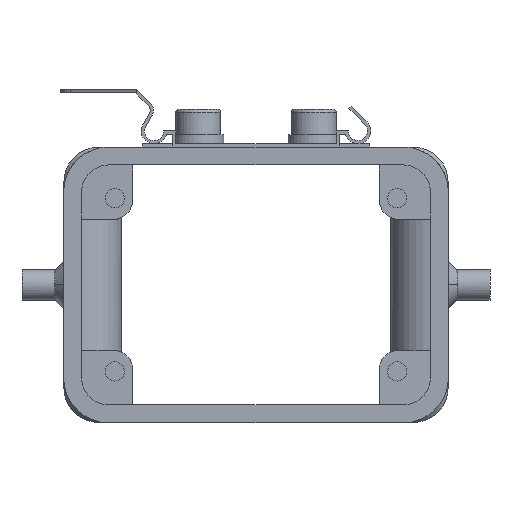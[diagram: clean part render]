
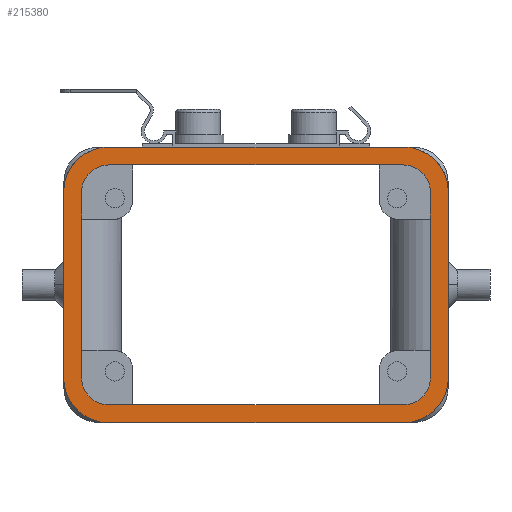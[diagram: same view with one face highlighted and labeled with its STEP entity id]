
A CAD part, front view. The second image highlights one B-rep face of the part: STEP entity #215380.
In plain terms, the highlighted planar face has unit normal (0, -1, 0).
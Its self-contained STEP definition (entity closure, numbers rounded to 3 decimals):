
#28270=CARTESIAN_POINT('',(28.761,-12.201,18.7));
#28280=VERTEX_POINT('',#28270);
#28310=CARTESIAN_POINT('',(0.,-12.201,18.7));
#28320=DIRECTION('',(-1.,0.,0.));
#28330=VECTOR('',#28320,1.);
#28340=LINE('',#28310,#28330);
#28350=CARTESIAN_POINT('',(74.761,-12.201,18.7));
#28360=VERTEX_POINT('',#28350);
#28370=EDGE_CURVE('',#28360,#28280,#28340,.T.);
#69610=CARTESIAN_POINT('',(74.761,-12.201,-18.7));
#69620=VERTEX_POINT('',#69610);
#69650=CARTESIAN_POINT('',(0.,-12.201,-18.7));
#69660=DIRECTION('',(-1.,0.,0.));
#69670=VECTOR('',#69660,1.);
#69680=LINE('',#69650,#69670);
#69690=CARTESIAN_POINT('',(28.761,-12.201,-18.7));
#69700=VERTEX_POINT('',#69690);
#69710=EDGE_CURVE('',#69620,#69700,#69680,.T.);
#167670=CARTESIAN_POINT('',(74.761,-12.201,-21.5));
#167680=VERTEX_POINT('',#167670);
#167730=CARTESIAN_POINT('',(74.761,-12.201,-14.5));
#167740=DIRECTION('',(0.,-1.,0.));
#167750=DIRECTION('',(-1.,0.,0.));
#167760=AXIS2_PLACEMENT_3D('',#167730,#167740,#167750);
#167770=CIRCLE('',#167760,7.);
#167780=CARTESIAN_POINT('',(81.761,-12.201,-14.5));
#167790=VERTEX_POINT('',#167780);
#167800=EDGE_CURVE('',#167680,#167790,#167770,.T.);
#169280=CARTESIAN_POINT('',(74.761,-12.201,-14.5));
#169290=DIRECTION('',(0.,-1.,0.));
#169300=DIRECTION('',(0.,0.,1.));
#169310=AXIS2_PLACEMENT_3D('',#169280,#169290,#169300);
#169320=CIRCLE('',#169310,4.2);
#169330=CARTESIAN_POINT('',(78.961,-12.201,-14.5));
#169340=VERTEX_POINT('',#169330);
#169350=EDGE_CURVE('',#69620,#169340,#169320,.T.);
#177090=CARTESIAN_POINT('',(21.761,-12.201,14.5));
#177100=VERTEX_POINT('',#177090);
#177130=CARTESIAN_POINT('',(21.761,-12.201,0.));
#177140=DIRECTION('',(0.,0.,1.));
#177150=VECTOR('',#177140,1.);
#177160=LINE('',#177130,#177150);
#177170=CARTESIAN_POINT('',(21.761,-12.201,-14.5));
#177180=VERTEX_POINT('',#177170);
#177190=EDGE_CURVE('',#177180,#177100,#177160,.T.);
#185670=CARTESIAN_POINT('',(78.961,-12.201,14.5));
#185680=VERTEX_POINT('',#185670);
#185790=CARTESIAN_POINT('',(74.761,-12.201,14.5));
#185800=DIRECTION('',(0.,1.,0.));
#185810=DIRECTION('',(0.,0.,1.));
#185820=AXIS2_PLACEMENT_3D('',#185790,#185800,#185810);
#185830=CIRCLE('',#185820,4.2);
#185840=EDGE_CURVE('',#28360,#185680,#185830,.T.);
#191350=CARTESIAN_POINT('',(28.761,-12.201,-21.5));
#191360=VERTEX_POINT('',#191350);
#191410=CARTESIAN_POINT('',(0.,-12.201,-21.5));
#191420=DIRECTION('',(-1.,0.,0.));
#191430=VECTOR('',#191420,1.);
#191440=LINE('',#191410,#191430);
#191450=EDGE_CURVE('',#167680,#191360,#191440,.T.);
#191730=CARTESIAN_POINT('',(24.561,-12.201,-14.5));
#191740=VERTEX_POINT('',#191730);
#191790=CARTESIAN_POINT('',(28.761,-12.201,-14.5));
#191800=DIRECTION('',(0.,1.,0.));
#191810=DIRECTION('',(0.,0.,-1.));
#191820=AXIS2_PLACEMENT_3D('',#191790,#191800,#191810);
#191830=CIRCLE('',#191820,4.2);
#191840=EDGE_CURVE('',#69700,#191740,#191830,.T.);
#193190=CARTESIAN_POINT('',(81.761,-12.201,14.5));
#193200=VERTEX_POINT('',#193190);
#193230=CARTESIAN_POINT('',(74.761,-12.201,14.5));
#193240=DIRECTION('',(0.,1.,0.));
#193250=DIRECTION('',(1.,0.,0.));
#193260=AXIS2_PLACEMENT_3D('',#193230,#193240,#193250);
#193270=CIRCLE('',#193260,7.);
#193280=CARTESIAN_POINT('',(74.761,-12.201,21.5));
#193290=VERTEX_POINT('',#193280);
#193300=EDGE_CURVE('',#193290,#193200,#193270,.T.);
#200270=CARTESIAN_POINT('',(81.761,-12.201,0.));
#200280=DIRECTION('',(0.,0.,-1.));
#200290=VECTOR('',#200280,1.);
#200300=LINE('',#200270,#200290);
#200310=EDGE_CURVE('',#193200,#167790,#200300,.T.);
#204810=CARTESIAN_POINT('',(0.,-12.201,21.5));
#204820=DIRECTION('',(1.,0.,0.));
#204830=VECTOR('',#204820,1.);
#204840=LINE('',#204810,#204830);
#204850=CARTESIAN_POINT('',(28.761,-12.201,21.5));
#204860=VERTEX_POINT('',#204850);
#204870=EDGE_CURVE('',#204860,#193290,#204840,.T.);
#209340=CARTESIAN_POINT('',(78.961,-12.201,0.));
#209350=DIRECTION('',(0.,0.,1.));
#209360=VECTOR('',#209350,1.);
#209370=LINE('',#209340,#209360);
#209380=EDGE_CURVE('',#169340,#185680,#209370,.T.);
#210950=CARTESIAN_POINT('',(24.561,-12.201,0.));
#210960=DIRECTION('',(0.,0.,1.));
#210970=VECTOR('',#210960,1.);
#210980=LINE('',#210950,#210970);
#210990=CARTESIAN_POINT('',(24.561,-12.201,14.5));
#211000=VERTEX_POINT('',#210990);
#211010=EDGE_CURVE('',#191740,#211000,#210980,.T.);
#214650=CARTESIAN_POINT('',(28.761,-12.201,14.5));
#214660=DIRECTION('',(0.,1.,0.));
#214670=DIRECTION('',(1.,0.,0.));
#214680=AXIS2_PLACEMENT_3D('',#214650,#214660,#214670);
#214690=CIRCLE('',#214680,7.);
#214700=EDGE_CURVE('',#177100,#204860,#214690,.T.);
#215010=CARTESIAN_POINT('',(80.129,-12.201,9.14
));
#215020=DIRECTION('',(0.,1.,-0.));
#215030=DIRECTION('',(-1.,0.,0.));
#215040=AXIS2_PLACEMENT_3D('',#215010,#215020,#215030);
#215050=PLANE('',#215040);
#215060=ORIENTED_EDGE('',*,*,#200310,.F.);
#215070=ORIENTED_EDGE('',*,*,#167800,.T.);
#215080=ORIENTED_EDGE('',*,*,#191450,.F.);
#215090=CARTESIAN_POINT('',(28.761,-12.201,-14.5));
#215100=DIRECTION('',(0.,-1.,0.));
#215110=DIRECTION('',(-1.,0.,0.));
#215120=AXIS2_PLACEMENT_3D('',#215090,#215100,#215110);
#215130=CIRCLE('',#215120,7.);
#215140=EDGE_CURVE('',#177180,#191360,#215130,.T.);
#215150=ORIENTED_EDGE('',*,*,#215140,.T.);
#215160=ORIENTED_EDGE('',*,*,#177190,.F.);
#215170=ORIENTED_EDGE('',*,*,#214700,.F.);
#215180=ORIENTED_EDGE('',*,*,#204870,.F.);
#215190=ORIENTED_EDGE('',*,*,#193300,.F.);
#215200=EDGE_LOOP('',(#215190,#215180,#215170,#215160,#215150,#215080,
#215070,#215060));
#215210=FACE_OUTER_BOUND('',#215200,.T.);
#215220=ORIENTED_EDGE('',*,*,#28370,.F.);
#215230=CARTESIAN_POINT('',(28.761,-12.201,14.5));
#215240=DIRECTION('',(0.,-1.,0.));
#215250=DIRECTION('',(0.,0.,-1.));
#215260=AXIS2_PLACEMENT_3D('',#215230,#215240,#215250);
#215270=CIRCLE('',#215260,4.2);
#215280=EDGE_CURVE('',#28280,#211000,#215270,.T.);
#215290=ORIENTED_EDGE('',*,*,#215280,.F.);
#215300=ORIENTED_EDGE('',*,*,#211010,.T.);
#215310=ORIENTED_EDGE('',*,*,#191840,.T.);
#215320=ORIENTED_EDGE('',*,*,#69710,.T.);
#215330=ORIENTED_EDGE('',*,*,#169350,.F.);
#215340=ORIENTED_EDGE('',*,*,#209380,.F.);
#215350=ORIENTED_EDGE('',*,*,#185840,.T.);
#215360=EDGE_LOOP('',(#215350,#215340,#215330,#215320,#215310,#215300,
#215290,#215220));
#215370=FACE_BOUND('',#215360,.T.);
#215380=ADVANCED_FACE('',(#215210,#215370),#215050,.F.);
